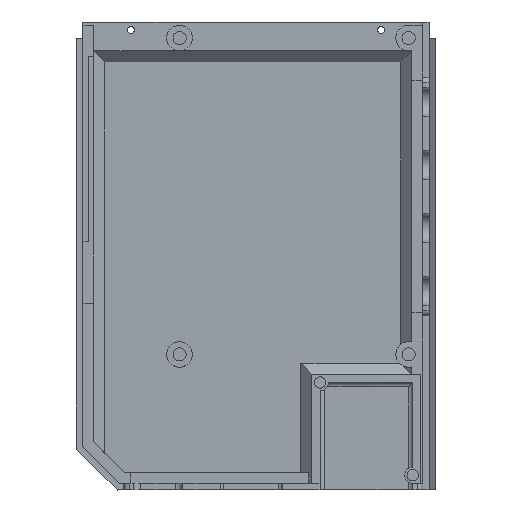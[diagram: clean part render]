
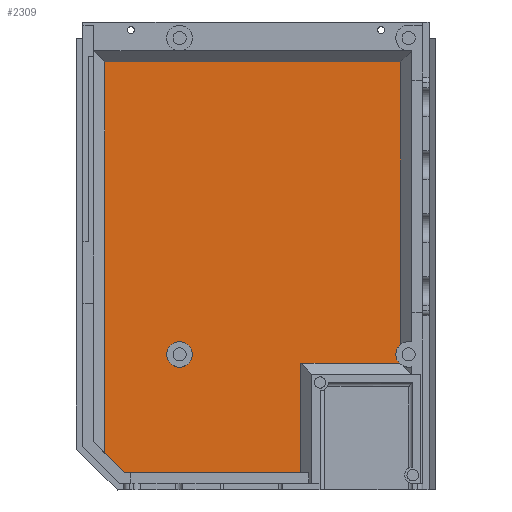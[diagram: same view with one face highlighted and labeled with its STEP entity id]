
A CAD part, top view. The second image highlights one B-rep face of the part: STEP entity #2309.
In plain terms, the highlighted planar face has unit normal (0, 0, 1).
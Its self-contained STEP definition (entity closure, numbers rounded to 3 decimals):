
#19=FACE_BOUND('',#395,.T.);
#93=CIRCLE('',#2511,2.35);
#94=CIRCLE('',#2512,2.35);
#148=PLANE('',#2510);
#267=FACE_OUTER_BOUND('',#394,.T.);
#394=EDGE_LOOP('',(#1937,#1938,#1939,#1940,#1941,#1942,#1943,#1944));
#395=EDGE_LOOP('',(#1945));
#628=LINE('',#3749,#883);
#635=LINE('',#3763,#890);
#638=LINE('',#3770,#893);
#642=LINE('',#3780,#897);
#643=LINE('',#3782,#898);
#644=LINE('',#3784,#899);
#645=LINE('',#3785,#900);
#883=VECTOR('',#3006,10.);
#890=VECTOR('',#3017,10.);
#893=VECTOR('',#3024,10.);
#897=VECTOR('',#3032,10.);
#898=VECTOR('',#3033,10.);
#899=VECTOR('',#3034,10.);
#900=VECTOR('',#3035,10.);
#1141=VERTEX_POINT('',#3747);
#1142=VERTEX_POINT('',#3748);
#1147=VERTEX_POINT('',#3761);
#1149=VERTEX_POINT('',#3769);
#1152=VERTEX_POINT('',#3777);
#1153=VERTEX_POINT('',#3779);
#1154=VERTEX_POINT('',#3781);
#1155=VERTEX_POINT('',#3783);
#1156=VERTEX_POINT('',#3786);
#1426=EDGE_CURVE('',#1141,#1142,#628,.T.);
#1434=EDGE_CURVE('',#1147,#1141,#635,.T.);
#1437=EDGE_CURVE('',#1149,#1142,#638,.T.);
#1441=EDGE_CURVE('',#1147,#1152,#93,.T.);
#1442=EDGE_CURVE('',#1153,#1152,#642,.T.);
#1443=EDGE_CURVE('',#1154,#1153,#643,.T.);
#1444=EDGE_CURVE('',#1155,#1154,#644,.T.);
#1445=EDGE_CURVE('',#1155,#1149,#645,.T.);
#1446=EDGE_CURVE('',#1156,#1156,#94,.T.);
#1937=ORIENTED_EDGE('',*,*,#1426,.F.);
#1938=ORIENTED_EDGE('',*,*,#1434,.F.);
#1939=ORIENTED_EDGE('',*,*,#1441,.T.);
#1940=ORIENTED_EDGE('',*,*,#1442,.F.);
#1941=ORIENTED_EDGE('',*,*,#1443,.F.);
#1942=ORIENTED_EDGE('',*,*,#1444,.F.);
#1943=ORIENTED_EDGE('',*,*,#1445,.T.);
#1944=ORIENTED_EDGE('',*,*,#1437,.T.);
#1945=ORIENTED_EDGE('',*,*,#1446,.T.);
#2309=ADVANCED_FACE('',(#267,#19),#148,.T.);
#2510=AXIS2_PLACEMENT_3D('',#3776,#3028,#3029);
#2511=AXIS2_PLACEMENT_3D('',#3778,#3030,#3031);
#2512=AXIS2_PLACEMENT_3D('',#3787,#3036,#3037);
#3006=DIRECTION('',(0.,-1.,0.));
#3017=DIRECTION('',(-1.,0.,0.));
#3024=DIRECTION('',(1.,0.,0.));
#3028=DIRECTION('center_axis',(0.,0.,1.));
#3029=DIRECTION('ref_axis',(1.,0.,0.));
#3030=DIRECTION('center_axis',(0.,0.,-1.));
#3031=DIRECTION('ref_axis',(1.,0.,0.));
#3032=DIRECTION('',(0.,-1.,0.));
#3033=DIRECTION('',(1.,0.,0.));
#3034=DIRECTION('',(0.,1.,0.));
#3035=DIRECTION('',(0.707,-0.707,0.));
#3036=DIRECTION('center_axis',(0.,0.,-1.));
#3037=DIRECTION('ref_axis',(1.,0.,0.));
#3747=CARTESIAN_POINT('',(1.25,-30.65,0.));
#3748=CARTESIAN_POINT('',(1.25,-50.65,0.));
#3749=CARTESIAN_POINT('',(1.25,-22.55,0.));
#3761=CARTESIAN_POINT('',(19.327,-30.65,0.));
#3763=CARTESIAN_POINT('',(7.832,-30.65,0.));
#3769=CARTESIAN_POINT('',(-31.11,-50.65,0.));
#3770=CARTESIAN_POINT('',(-18.748,-50.65,0.));
#3776=CARTESIAN_POINT('Origin',(-7.585,-12.45,0.));
#3777=CARTESIAN_POINT('',(19.565,-27.139,0.));
#3778=CARTESIAN_POINT('Origin',(21.,-29.,0.));
#3779=CARTESIAN_POINT('',(19.565,24.65,0.));
#3780=CARTESIAN_POINT('',(19.565,7.134,0.));
#3781=CARTESIAN_POINT('',(-34.735,24.65,0.));
#3782=CARTESIAN_POINT('',(-22.16,24.65,0.));
#3783=CARTESIAN_POINT('',(-34.735,-47.025,0.));
#3784=CARTESIAN_POINT('',(-34.735,6.6,0.));
#3785=CARTESIAN_POINT('',(-34.779,-46.981,0.));
#3786=CARTESIAN_POINT('',(-23.35,-29.,0.));
#3787=CARTESIAN_POINT('Origin',(-21.,-29.,0.));
